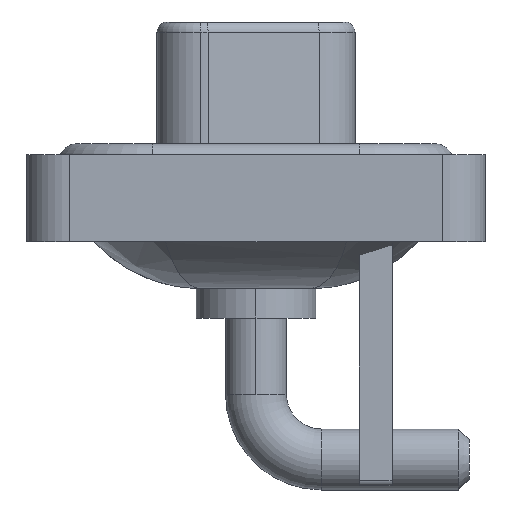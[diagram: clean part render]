
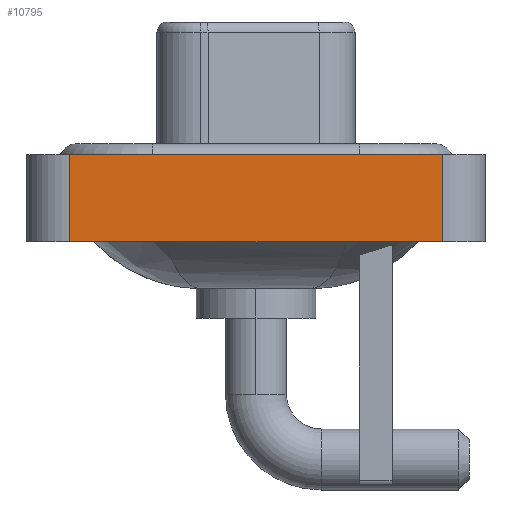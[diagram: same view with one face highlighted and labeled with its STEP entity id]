
A CAD part, left-side view. The second image highlights one B-rep face of the part: STEP entity #10795.
In plain terms, the highlighted planar face has unit normal (-1, 0, 0).
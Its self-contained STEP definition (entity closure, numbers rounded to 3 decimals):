
#455 = EDGE_CURVE ( 'NONE', #1288, #12389, #14079, .T. ) ;
#899 = CARTESIAN_POINT ( 'NONE',  ( -7.25, -8.55, -3.6 ) ) ;
#1136 = VECTOR ( 'NONE', #13997, 1000. ) ;
#1288 = VERTEX_POINT ( 'NONE', #8122 ) ;
#1319 = DIRECTION ( 'NONE',  ( 0., 0., 1. ) ) ;
#2020 = CARTESIAN_POINT ( 'NONE',  ( -7.25, -8.55, -3.6 ) ) ;
#2196 = CARTESIAN_POINT ( 'NONE',  ( -7.25, 8.55, 0.4 ) ) ;
#4328 = ORIENTED_EDGE ( 'NONE', *, *, #14833, .F. ) ;
#4465 = VERTEX_POINT ( 'NONE', #2020 ) ;
#4614 = EDGE_LOOP ( 'NONE', ( #15552, #4328, #14562, #6130 ) ) ;
#4652 = CARTESIAN_POINT ( 'NONE',  ( -7.25, -8.55, 0.4 ) ) ;
#4760 = VECTOR ( 'NONE', #1319, 1000. ) ;
#5424 = AXIS2_PLACEMENT_3D ( 'NONE', #899, #11736, #10446 ) ;
#6130 = ORIENTED_EDGE ( 'NONE', *, *, #6428, .T. ) ;
#6428 = EDGE_CURVE ( 'NONE', #1288, #4465, #10825, .T. ) ;
#7475 = CARTESIAN_POINT ( 'NONE',  ( -7.25, -8.55, -3.6 ) ) ;
#7576 = CARTESIAN_POINT ( 'NONE',  ( -7.25, -8.55, 0.4 ) ) ;
#7619 = VECTOR ( 'NONE', #8177, 1000. ) ;
#7660 = DIRECTION ( 'NONE',  ( 0., -1., 0. ) ) ;
#8122 = CARTESIAN_POINT ( 'NONE',  ( -7.25, 8.55, -3.6 ) ) ;
#8177 = DIRECTION ( 'NONE',  ( 0., -1., 0. ) ) ;
#8762 = LINE ( 'NONE', #7475, #4760 ) ;
#9048 = VECTOR ( 'NONE', #7660, 1000. ) ;
#10246 = LINE ( 'NONE', #7576, #9048 ) ;
#10446 = DIRECTION ( 'NONE',  ( 0., 0., 1. ) ) ;
#10601 = PLANE ( 'NONE',  #5424 ) ;
#10795 = ADVANCED_FACE ( 'NONE', ( #12933 ), #10601, .T. ) ;
#10825 = LINE ( 'NONE', #14275, #7619 ) ;
#11736 = DIRECTION ( 'NONE',  ( -1., 0., 0. ) ) ;
#11976 = CARTESIAN_POINT ( 'NONE',  ( -7.25, 8.55, -3.6 ) ) ;
#12389 = VERTEX_POINT ( 'NONE', #2196 ) ;
#12775 = VERTEX_POINT ( 'NONE', #4652 ) ;
#12933 = FACE_OUTER_BOUND ( 'NONE', #4614, .T. ) ;
#13433 = EDGE_CURVE ( 'NONE', #4465, #12775, #8762, .T. ) ;
#13997 = DIRECTION ( 'NONE',  ( 0., 0., 1. ) ) ;
#14079 = LINE ( 'NONE', #11976, #1136 ) ;
#14275 = CARTESIAN_POINT ( 'NONE',  ( -7.25, -8.55, -3.6 ) ) ;
#14562 = ORIENTED_EDGE ( 'NONE', *, *, #455, .F. ) ;
#14833 = EDGE_CURVE ( 'NONE', #12389, #12775, #10246, .T. ) ;
#15552 = ORIENTED_EDGE ( 'NONE', *, *, #13433, .T. ) ;
